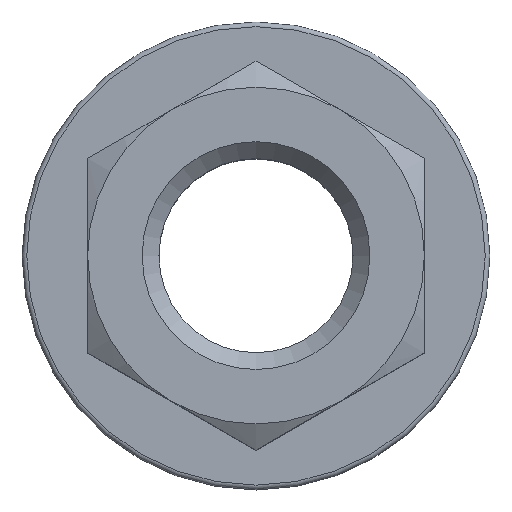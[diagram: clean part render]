
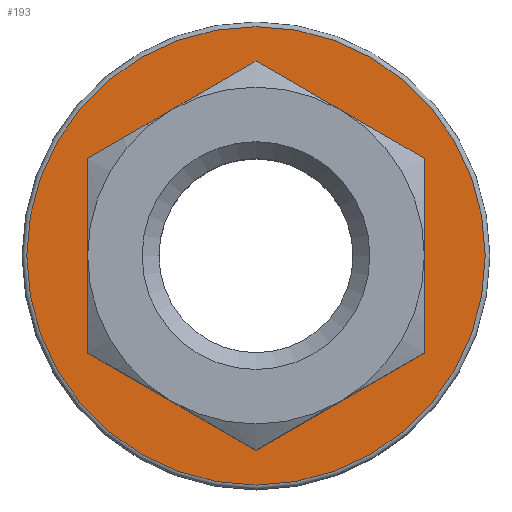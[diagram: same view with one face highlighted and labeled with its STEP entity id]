
A CAD part, top view. The second image highlights one B-rep face of the part: STEP entity #193.
In plain terms, the highlighted planar face has unit normal (0, 0, 1).
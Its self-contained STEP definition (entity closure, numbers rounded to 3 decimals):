
#193 = ADVANCED_FACE( '', ( #259, #260 ), #261, .T. );
#259 = FACE_OUTER_BOUND( '', #337, .T. );
#260 = FACE_BOUND( '', #338, .T. );
#261 = PLANE( '', #339 );
#337 = EDGE_LOOP( '', ( #476 ) );
#338 = EDGE_LOOP( '', ( #477, #478, #479, #480, #481, #482 ) );
#339 = AXIS2_PLACEMENT_3D( '', #483, #484, #485 );
#476 = ORIENTED_EDGE( '', *, *, #567, .T. );
#477 = ORIENTED_EDGE( '', *, *, #579, .T. );
#478 = ORIENTED_EDGE( '', *, *, #582, .T. );
#479 = ORIENTED_EDGE( '', *, *, #562, .T. );
#480 = ORIENTED_EDGE( '', *, *, #565, .T. );
#481 = ORIENTED_EDGE( '', *, *, #583, .T. );
#482 = ORIENTED_EDGE( '', *, *, #584, .T. );
#483 = CARTESIAN_POINT( '', ( 0., 0., 9.3 ) );
#484 = DIRECTION( '', ( 0., 0., 1. ) );
#485 = DIRECTION( '', ( 1., 0., 0. ) );
#562 = EDGE_CURVE( '', #622, #625, #627, .T. );
#565 = EDGE_CURVE( '', #625, #630, #632, .T. );
#567 = EDGE_CURVE( '', #635, #635, #636, .T. );
#579 = EDGE_CURVE( '', #651, #656, #658, .T. );
#582 = EDGE_CURVE( '', #656, #622, #662, .T. );
#583 = EDGE_CURVE( '', #630, #663, #664, .T. );
#584 = EDGE_CURVE( '', #663, #651, #665, .T. );
#622 = VERTEX_POINT( '', #718 );
#625 = VERTEX_POINT( '', #727 );
#627 = LINE( '', #730, #731 );
#630 = VERTEX_POINT( '', #743 );
#632 = LINE( '', #746, #747 );
#635 = VERTEX_POINT( '', #750 );
#636 = CIRCLE( '', #751, 24.5 );
#651 = VERTEX_POINT( '', #766 );
#656 = VERTEX_POINT( '', #786 );
#658 = LINE( '', #789, #790 );
#662 = LINE( '', #806, #807 );
#663 = VERTEX_POINT( '', #808 );
#664 = LINE( '', #809, #810 );
#665 = LINE( '', #811, #812 );
#718 = CARTESIAN_POINT( '', ( -18., 10.392, 9.3 ) );
#727 = CARTESIAN_POINT( '', ( 0., 20.785, 9.3 ) );
#730 = CARTESIAN_POINT( '', ( -18., 10.392, 9.3 ) );
#731 = VECTOR( '', #892, 1000. );
#743 = CARTESIAN_POINT( '', ( 18., 10.392, 9.3 ) );
#746 = CARTESIAN_POINT( '', ( 0., 20.785, 9.3 ) );
#747 = VECTOR( '', #894, 1000. );
#750 = CARTESIAN_POINT( '', ( 24.5, 0., 9.3 ) );
#751 = AXIS2_PLACEMENT_3D( '', #898, #899, #900 );
#766 = CARTESIAN_POINT( '', ( 0., -20.785, 9.3 ) );
#786 = CARTESIAN_POINT( '', ( -18., -10.392, 9.3 ) );
#789 = CARTESIAN_POINT( '', ( 0., -20.785, 9.3 ) );
#790 = VECTOR( '', #924, 1000. );
#806 = CARTESIAN_POINT( '', ( -18., -10.392, 9.3 ) );
#807 = VECTOR( '', #925, 1000. );
#808 = CARTESIAN_POINT( '', ( 18., -10.392, 9.3 ) );
#809 = CARTESIAN_POINT( '', ( 18., 10.392, 9.3 ) );
#810 = VECTOR( '', #926, 1000. );
#811 = CARTESIAN_POINT( '', ( 18., -10.392, 9.3 ) );
#812 = VECTOR( '', #927, 1000. );
#892 = DIRECTION( '', ( 0.866, 0.5, 0. ) );
#894 = DIRECTION( '', ( 0.866, -0.5, 0. ) );
#898 = CARTESIAN_POINT( '', ( 0., 0., 9.3 ) );
#899 = DIRECTION( '', ( 0., 0., 1. ) );
#900 = DIRECTION( '', ( 1., 0., 0. ) );
#924 = DIRECTION( '', ( -0.866, 0.5, 0. ) );
#925 = DIRECTION( '', ( 0., 1., 0. ) );
#926 = DIRECTION( '', ( 0., -1., 0. ) );
#927 = DIRECTION( '', ( -0.866, -0.5, 0. ) );
